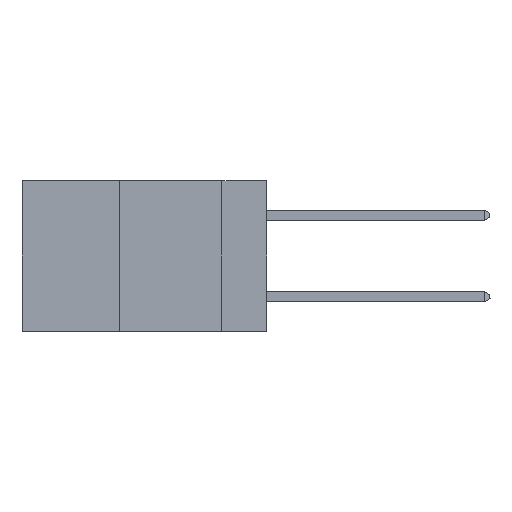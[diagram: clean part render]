
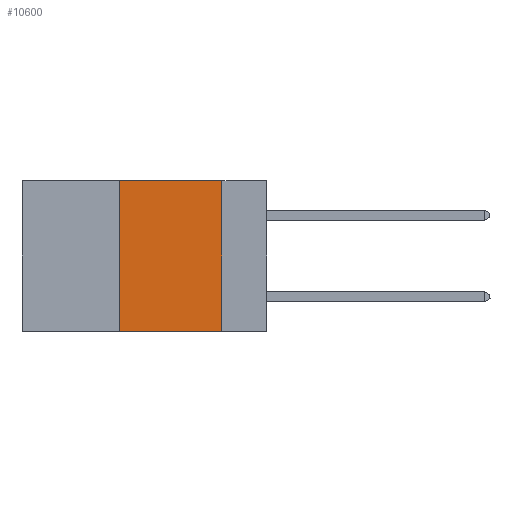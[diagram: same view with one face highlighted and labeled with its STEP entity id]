
A CAD part, left-side view. The second image highlights one B-rep face of the part: STEP entity #10600.
In plain terms, the highlighted planar face has unit normal (-1, 0, 0).
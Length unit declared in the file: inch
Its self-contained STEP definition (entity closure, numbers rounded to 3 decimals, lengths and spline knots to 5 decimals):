
#470 = PLANE ( 'NONE',  #500 ) ;
#500 = AXIS2_PLACEMENT_3D ( 'NONE', #10770, #6969, #1411 ) ;
#501 = EDGE_LOOP ( 'NONE', ( #11469, #1284, #3863, #8887 ) ) ;
#549 = EDGE_CURVE ( 'NONE', #2529, #3585, #3724, .T. ) ;
#631 = LINE ( 'NONE', #7468, #5262 ) ;
#981 = DIRECTION ( 'NONE',  ( 0., -1., 0. ) ) ;
#1284 = ORIENTED_EDGE ( 'NONE', *, *, #1750, .F. ) ;
#1411 = DIRECTION ( 'NONE',  ( 0., 0., -1. ) ) ;
#1750 = EDGE_CURVE ( 'NONE', #8225, #2529, #5907, .T. ) ;
#2529 = VERTEX_POINT ( 'NONE', #6137 ) ;
#3353 = EDGE_CURVE ( 'NONE', #11816, #3585, #631, .T. ) ;
#3585 = VERTEX_POINT ( 'NONE', #4961 ) ;
#3724 = LINE ( 'NONE', #5267, #8448 ) ;
#3863 = ORIENTED_EDGE ( 'NONE', *, *, #6941, .F. ) ;
#3871 = VECTOR ( 'NONE', #4383, 39.37008 ) ;
#4164 = LINE ( 'NONE', #11031, #3871 ) ;
#4383 = DIRECTION ( 'NONE',  ( 0., 0., 1. ) ) ;
#4961 = CARTESIAN_POINT ( 'NONE',  ( 0., 0.11, -0.37 ) ) ;
#5262 = VECTOR ( 'NONE', #981, 39.37008 ) ;
#5267 = CARTESIAN_POINT ( 'NONE',  ( 0., 0.11, 0. ) ) ;
#5819 = CARTESIAN_POINT ( 'NONE',  ( 0., 0.6, 0. ) ) ;
#5907 = LINE ( 'NONE', #5819, #8439 ) ;
#5950 = CARTESIAN_POINT ( 'NONE',  ( 0., 0.36, -0.37 ) ) ;
#6137 = CARTESIAN_POINT ( 'NONE',  ( 0., 0.11, 0. ) ) ;
#6781 = DIRECTION ( 'NONE',  ( 0., -1., 0. ) ) ;
#6941 = EDGE_CURVE ( 'NONE', #11816, #8225, #4164, .T. ) ;
#6969 = DIRECTION ( 'NONE',  ( 1., 0., 0. ) ) ;
#7468 = CARTESIAN_POINT ( 'NONE',  ( 0., 0.6, -0.37 ) ) ;
#7872 = CARTESIAN_POINT ( 'NONE',  ( 0., 0.36, 0. ) ) ;
#8225 = VERTEX_POINT ( 'NONE', #7872 ) ;
#8439 = VECTOR ( 'NONE', #6781, 39.37008 ) ;
#8448 = VECTOR ( 'NONE', #11284, 39.37008 ) ;
#8887 = ORIENTED_EDGE ( 'NONE', *, *, #3353, .T. ) ;
#10171 = FACE_OUTER_BOUND ( 'NONE', #501, .T. ) ;
#10600 = ADVANCED_FACE ( 'NONE', ( #10171 ), #470, .F. ) ;
#10770 = CARTESIAN_POINT ( 'NONE',  ( 0., 0.6, 0. ) ) ;
#11031 = CARTESIAN_POINT ( 'NONE',  ( 0., 0.36, 0. ) ) ;
#11284 = DIRECTION ( 'NONE',  ( 0., 0., -1. ) ) ;
#11469 = ORIENTED_EDGE ( 'NONE', *, *, #549, .F. ) ;
#11816 = VERTEX_POINT ( 'NONE', #5950 ) ;
